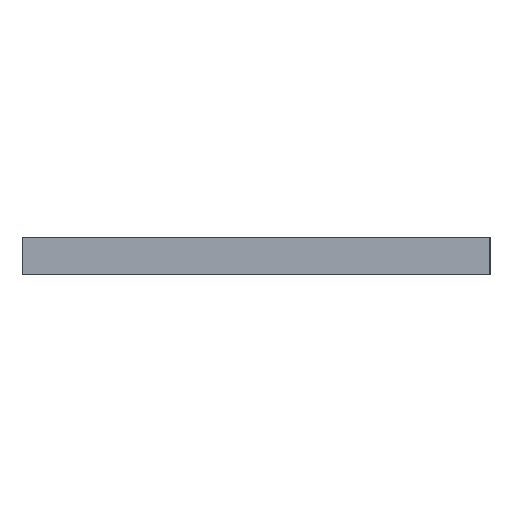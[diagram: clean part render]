
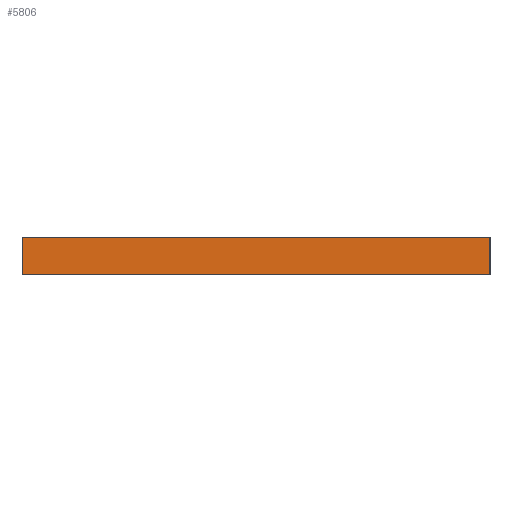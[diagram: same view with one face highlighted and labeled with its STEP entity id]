
A CAD part, left-side view. The second image highlights one B-rep face of the part: STEP entity #5806.
In plain terms, the highlighted planar face has unit normal (-1, 0, 0).
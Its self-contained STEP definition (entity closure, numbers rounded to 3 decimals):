
#175 = VECTOR ( 'NONE', #2337, 1000. ) ;
#226 = DIRECTION ( 'NONE',  ( 0., 1., 0. ) ) ;
#261 = CARTESIAN_POINT ( 'NONE',  ( 92.519, -111.76, 0. ) ) ;
#356 = CARTESIAN_POINT ( 'NONE',  ( 92.519, -111.76, 0. ) ) ;
#402 = VECTOR ( 'NONE', #4940, 1000. ) ;
#478 = LINE ( 'NONE', #4459, #402 ) ;
#1341 = CARTESIAN_POINT ( 'NONE',  ( 92.519, -91.757, 0. ) ) ;
#1353 = CARTESIAN_POINT ( 'NONE',  ( 92.519, -111.76, 1.6 ) ) ;
#1478 = LINE ( 'NONE', #3051, #4236 ) ;
#1551 = CARTESIAN_POINT ( 'NONE',  ( 92.519, -91.757, 1.6 ) ) ;
#1696 = EDGE_CURVE ( 'NONE', #2777, #3177, #478, .T. ) ;
#1833 = EDGE_CURVE ( 'NONE', #3619, #3177, #1853, .T. ) ;
#1853 = LINE ( 'NONE', #3234, #175 ) ;
#2125 = PLANE ( 'NONE',  #5414 ) ;
#2317 = ORIENTED_EDGE ( 'NONE', *, *, #1833, .T. ) ;
#2337 = DIRECTION ( 'NONE',  ( 0., -1., 0. ) ) ;
#2547 = DIRECTION ( 'NONE',  ( 0., 0., 1. ) ) ;
#2550 = CARTESIAN_POINT ( 'NONE',  ( 92.519, -111.76, 1.6 ) ) ;
#2777 = VERTEX_POINT ( 'NONE', #1353 ) ;
#2824 = EDGE_LOOP ( 'NONE', ( #5075, #2317, #2834, #5032 ) ) ;
#2834 = ORIENTED_EDGE ( 'NONE', *, *, #1696, .F. ) ;
#3051 = CARTESIAN_POINT ( 'NONE',  ( 92.519, -91.757, 0. ) ) ;
#3076 = LINE ( 'NONE', #2550, #5383 ) ;
#3109 = VERTEX_POINT ( 'NONE', #1551 ) ;
#3177 = VERTEX_POINT ( 'NONE', #356 ) ;
#3234 = CARTESIAN_POINT ( 'NONE',  ( 92.519, -111.76, 0. ) ) ;
#3619 = VERTEX_POINT ( 'NONE', #1341 ) ;
#3992 = EDGE_CURVE ( 'NONE', #2777, #3109, #3076, .T. ) ;
#4236 = VECTOR ( 'NONE', #5893, 1000. ) ;
#4459 = CARTESIAN_POINT ( 'NONE',  ( 92.519, -111.76, 0. ) ) ;
#4937 = FACE_OUTER_BOUND ( 'NONE', #2824, .T. ) ;
#4940 = DIRECTION ( 'NONE',  ( 0., 0., -1. ) ) ;
#5032 = ORIENTED_EDGE ( 'NONE', *, *, #3992, .T. ) ;
#5075 = ORIENTED_EDGE ( 'NONE', *, *, #5520, .F. ) ;
#5383 = VECTOR ( 'NONE', #226, 1000. ) ;
#5414 = AXIS2_PLACEMENT_3D ( 'NONE', #261, #5763, #2547 ) ;
#5520 = EDGE_CURVE ( 'NONE', #3619, #3109, #1478, .T. ) ;
#5763 = DIRECTION ( 'NONE',  ( -1., 0., 0. ) ) ;
#5806 = ADVANCED_FACE ( 'NONE', ( #4937 ), #2125, .T. ) ;
#5893 = DIRECTION ( 'NONE',  ( 0., 0., 1. ) ) ;
